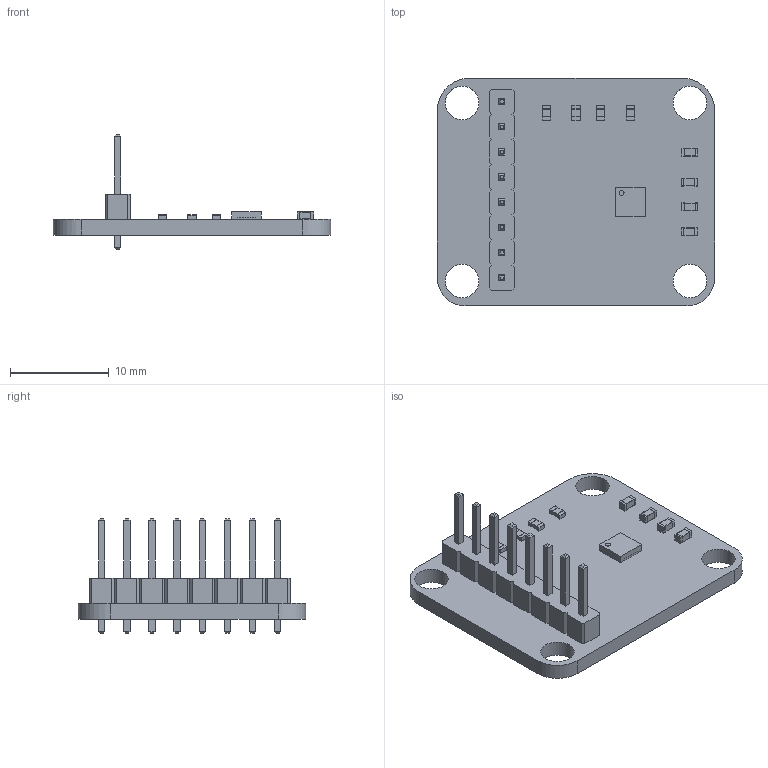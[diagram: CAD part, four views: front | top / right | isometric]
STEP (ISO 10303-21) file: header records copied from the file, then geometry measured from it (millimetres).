
FILE_DESCRIPTION(('FreeCAD Model'),'2;1');
FILE_NAME('IMU_Board.step', '2018-07-15T09:09:09',('kicad StepUp'),('ksu MCAD'), 'Open CASCADE STEP processor 7.2','FreeCAD','Unknown');
FILE_SCHEMA(('AUTOMOTIVE_DESIGN_CC2 { 1 2 10303 214 -1 1 5 4 }'));
Length unit declared in the file: millimetre
Products named in the file (1): IMU_Board_
Bounding box: 28 x 23 x 11.54 mm (x, y, z)
Volume: 1120 mm3; surface area: 1925.4 mm2
Topology: 11 solids, 11 shells, 552 faces, 1448 edges, 944 vertices
Faces by surface type: plane 439, cylinder 113
Full cylindrical faces by diameter (mm): 0.5 x1, 1 x8, 3.4 x4
Entity records: 20681 total; most frequent: CARTESIAN_POINT 2945, ORIENTED_EDGE 2896, DIRECTION 2780, EDGE_CURVE 1448, LINE 1222, VECTOR 1222, VERTEX_POINT 944, AXIS2_PLACEMENT_3D 779
